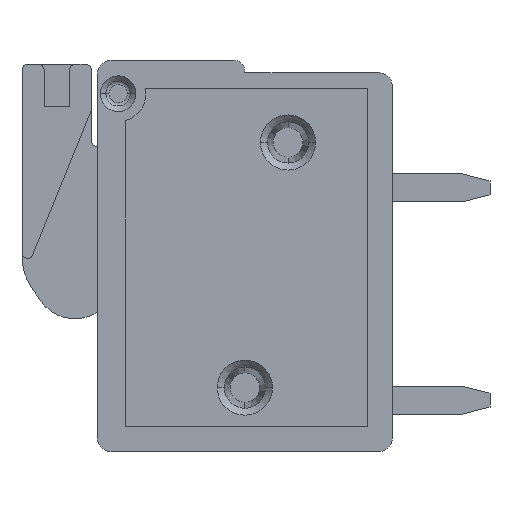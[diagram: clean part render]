
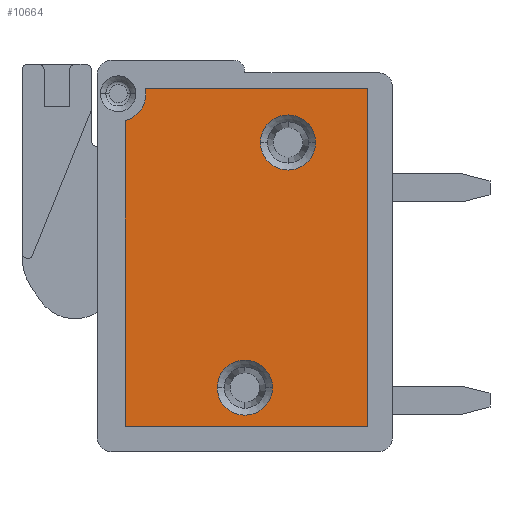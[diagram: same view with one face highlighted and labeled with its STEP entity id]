
A CAD part, left-side view. The second image highlights one B-rep face of the part: STEP entity #10664.
In plain terms, the highlighted face is planar.
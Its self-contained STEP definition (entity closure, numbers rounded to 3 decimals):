
#460 = EDGE_CURVE ( 'NONE', #3906, #9950, #11829, .T. ) ;
#492 = VECTOR ( 'NONE', #8217, 1000. ) ;
#682 = AXIS2_PLACEMENT_3D ( 'NONE', #4475, #11121, #1810 ) ;
#978 = AXIS2_PLACEMENT_3D ( 'NONE', #1303, #4975, #8753 ) ;
#992 = CARTESIAN_POINT ( 'NONE',  ( -2.3, -4.98, 6.29 ) ) ;
#1120 = CARTESIAN_POINT ( 'NONE',  ( -2.3, -4.98, 5.3 ) ) ;
#1303 = CARTESIAN_POINT ( 'NONE',  ( -11.1, -4.98, 6.85 ) ) ;
#1414 = EDGE_CURVE ( 'NONE', #7256, #3906, #7508, .T. ) ;
#1505 = CARTESIAN_POINT ( 'NONE',  ( -12.85, -4.98, 0.75 ) ) ;
#1533 = AXIS2_PLACEMENT_3D ( 'NONE', #1505, #2452, #9848 ) ;
#1552 = LINE ( 'NONE', #6196, #10840 ) ;
#1576 = FACE_BOUND ( 'NONE', #6622, .T. ) ;
#1602 = DIRECTION ( 'NONE',  ( 0., -1., 0. ) ) ;
#1609 = AXIS2_PLACEMENT_3D ( 'NONE', #1120, #9420, #11393 ) ;
#1735 = ORIENTED_EDGE ( 'NONE', *, *, #9364, .F. ) ;
#1810 = DIRECTION ( 'NONE',  ( 1., 0., 0. ) ) ;
#1890 = EDGE_CURVE ( 'NONE', #5420, #7256, #8150, .T. ) ;
#2259 = ORIENTED_EDGE ( 'NONE', *, *, #3763, .T. ) ;
#2392 = EDGE_CURVE ( 'NONE', #6518, #5157, #11136, .T. ) ;
#2441 = ORIENTED_EDGE ( 'NONE', *, *, #460, .T. ) ;
#2452 = DIRECTION ( 'NONE',  ( 0., 1., 0. ) ) ;
#2733 = ORIENTED_EDGE ( 'NONE', *, *, #3815, .F. ) ;
#3204 = VERTEX_POINT ( 'NONE', #8794 ) ;
#3277 = EDGE_CURVE ( 'NONE', #7405, #5420, #4283, .T. ) ;
#3494 = AXIS2_PLACEMENT_3D ( 'NONE', #11974, #3618, #10970 ) ;
#3598 = CIRCLE ( 'NONE', #4750, 0.99 ) ;
#3618 = DIRECTION ( 'NONE',  ( 0., -1., 0. ) ) ;
#3669 = CARTESIAN_POINT ( 'NONE',  ( -11.882, -4.98, 1. ) ) ;
#3763 = EDGE_CURVE ( 'NONE', #9950, #7405, #1552, .T. ) ;
#3815 = EDGE_CURVE ( 'NONE', #5157, #6518, #3598, .T. ) ;
#3906 = VERTEX_POINT ( 'NONE', #5471 ) ;
#4190 = EDGE_LOOP ( 'NONE', ( #2733, #7419 ) ) ;
#4283 = LINE ( 'NONE', #10800, #492 ) ;
#4475 = CARTESIAN_POINT ( 'NONE',  ( 0., -4.98, 0. ) ) ;
#4525 = ORIENTED_EDGE ( 'NONE', *, *, #6489, .F. ) ;
#4750 = AXIS2_PLACEMENT_3D ( 'NONE', #9957, #1602, #9047 ) ;
#4975 = DIRECTION ( 'NONE',  ( 0., -1., 0. ) ) ;
#5157 = VERTEX_POINT ( 'NONE', #10118 ) ;
#5251 = FACE_OUTER_BOUND ( 'NONE', #7152, .T. ) ;
#5420 = VERTEX_POINT ( 'NONE', #6124 ) ;
#5471 = CARTESIAN_POINT ( 'NONE',  ( -0.9, -4.98, 1. ) ) ;
#5648 = CARTESIAN_POINT ( 'NONE',  ( -11.882, -4.98, 1. ) ) ;
#6111 = FACE_BOUND ( 'NONE', #4190, .T. ) ;
#6124 = CARTESIAN_POINT ( 'NONE',  ( -13.05, -4.98, 1.73 ) ) ;
#6196 = CARTESIAN_POINT ( 'NONE',  ( -0.9, -4.98, 9.7 ) ) ;
#6460 = CIRCLE ( 'NONE', #1609, 0.99 ) ;
#6489 = EDGE_CURVE ( 'NONE', #3204, #10238, #10921, .T. ) ;
#6518 = VERTEX_POINT ( 'NONE', #6723 ) ;
#6622 = EDGE_LOOP ( 'NONE', ( #4525, #1735 ) ) ;
#6648 = CARTESIAN_POINT ( 'NONE',  ( -13.05, -4.98, 9.7 ) ) ;
#6723 = CARTESIAN_POINT ( 'NONE',  ( -11.1, -4.98, 7.84 ) ) ;
#7128 = CARTESIAN_POINT ( 'NONE',  ( -0.9, -4.98, 1. ) ) ;
#7152 = EDGE_LOOP ( 'NONE', ( #9625, #8297, #2441, #2259, #7154 ) ) ;
#7154 = ORIENTED_EDGE ( 'NONE', *, *, #3277, .T. ) ;
#7256 = VERTEX_POINT ( 'NONE', #5648 ) ;
#7265 = DIRECTION ( 'NONE',  ( 1., 0., 0. ) ) ;
#7405 = VERTEX_POINT ( 'NONE', #6648 ) ;
#7419 = ORIENTED_EDGE ( 'NONE', *, *, #2392, .F. ) ;
#7508 = LINE ( 'NONE', #3669, #10903 ) ;
#7705 = VECTOR ( 'NONE', #10887, 1000. ) ;
#8150 = CIRCLE ( 'NONE', #1533, 1. ) ;
#8217 = DIRECTION ( 'NONE',  ( 0., 0., -1. ) ) ;
#8297 = ORIENTED_EDGE ( 'NONE', *, *, #1414, .T. ) ;
#8753 = DIRECTION ( 'NONE',  ( 1., 0., 0. ) ) ;
#8794 = CARTESIAN_POINT ( 'NONE',  ( -2.3, -4.98, 4.31 ) ) ;
#8800 = PLANE ( 'NONE',  #682 ) ;
#9047 = DIRECTION ( 'NONE',  ( 1., 0., 0. ) ) ;
#9364 = EDGE_CURVE ( 'NONE', #10238, #3204, #6460, .T. ) ;
#9420 = DIRECTION ( 'NONE',  ( 0., -1., 0. ) ) ;
#9625 = ORIENTED_EDGE ( 'NONE', *, *, #1890, .T. ) ;
#9848 = DIRECTION ( 'NONE',  ( -0.2, 0., 0.98 ) ) ;
#9950 = VERTEX_POINT ( 'NONE', #10339 ) ;
#9957 = CARTESIAN_POINT ( 'NONE',  ( -11.1, -4.98, 6.85 ) ) ;
#10118 = CARTESIAN_POINT ( 'NONE',  ( -11.1, -4.98, 5.86 ) ) ;
#10238 = VERTEX_POINT ( 'NONE', #992 ) ;
#10339 = CARTESIAN_POINT ( 'NONE',  ( -0.9, -4.98, 9.7 ) ) ;
#10664 = ADVANCED_FACE ( 'NONE', ( #5251, #6111, #1576 ), #8800, .T. ) ;
#10800 = CARTESIAN_POINT ( 'NONE',  ( -13.05, -4.98, 9.7 ) ) ;
#10840 = VECTOR ( 'NONE', #11728, 1000. ) ;
#10887 = DIRECTION ( 'NONE',  ( 0., 0., 1. ) ) ;
#10903 = VECTOR ( 'NONE', #7265, 1000. ) ;
#10921 = CIRCLE ( 'NONE', #3494, 0.99 ) ;
#10970 = DIRECTION ( 'NONE',  ( 1., 0., 0. ) ) ;
#11121 = DIRECTION ( 'NONE',  ( 0., -1., 0. ) ) ;
#11136 = CIRCLE ( 'NONE', #978, 0.99 ) ;
#11393 = DIRECTION ( 'NONE',  ( 1., 0., 0. ) ) ;
#11728 = DIRECTION ( 'NONE',  ( -1., 0., 0. ) ) ;
#11829 = LINE ( 'NONE', #7128, #7705 ) ;
#11974 = CARTESIAN_POINT ( 'NONE',  ( -2.3, -4.98, 5.3 ) ) ;
